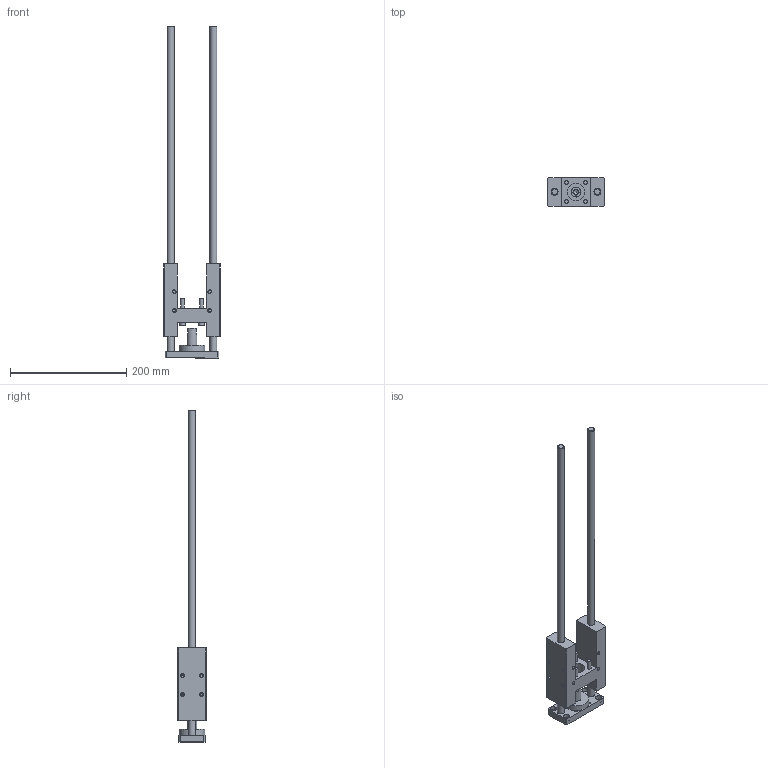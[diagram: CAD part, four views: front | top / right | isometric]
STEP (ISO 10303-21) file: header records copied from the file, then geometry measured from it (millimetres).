
FILE_DESCRIPTION(/* description */ ('Unknown'),/* implementation_level */ '2;1');
FILE_NAME(/* name */ '1320.32.375.GLB',/* time_stamp */ '2019-06-18T14:24:36-04:00',/* author */ ('Unknown'),/* organization */ ('Unknown'),/* preprocessor_version */ 'ST-DEVELOPER v16.7',/* originating_system */ 'DEX',/* authorisation */ $);
FILE_SCHEMA (('AUTOMOTIVE_DESIGN {1 0 10303 214 3 1 1}'));
Length unit declared in the file: millimetre
Products named in the file (3): 1320.32.200.GLB; corpo-glb_32; piastra-glb_32
Assembly tree (2 placements, depth 2):
  1320.32.200.GLB
    corpo-glb_32
    piastra-glb_32
Bounding box: 97 x 49 x 572 mm (x, y, z)
Volume: 493290.5 mm3; surface area: 119064.5 mm2
Topology: 2 solids, 2 shells, 132 faces, 302 edges, 188 vertices
Faces by surface type: plane 56, cylinder 48, cone 28
Full cylindrical faces by diameter (mm): 5.15 x16, 6 x4, 6.6 x4, 8.75 x1, 10 x4, 11 x4, 12 x4, 17 x1, 30 x1, 44 x1
Entity records: 3450 total; most frequent: DIRECTION 624, CARTESIAN_POINT 570, ORIENTED_EDGE 450, AXIS2_PLACEMENT_3D 272, FACE_BOUND 243, EDGE_LOOP 238, EDGE_CURVE 225, VERTEX_POINT 178
